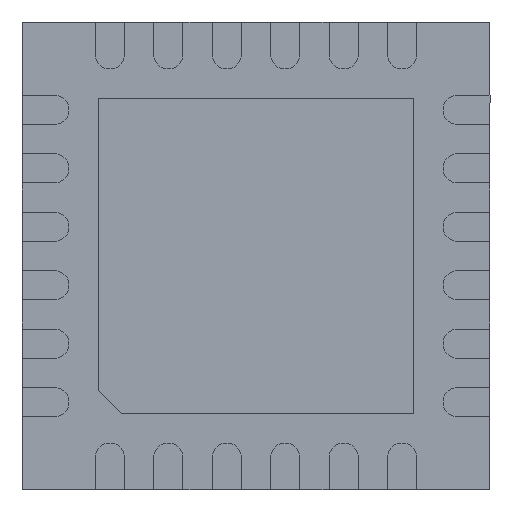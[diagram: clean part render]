
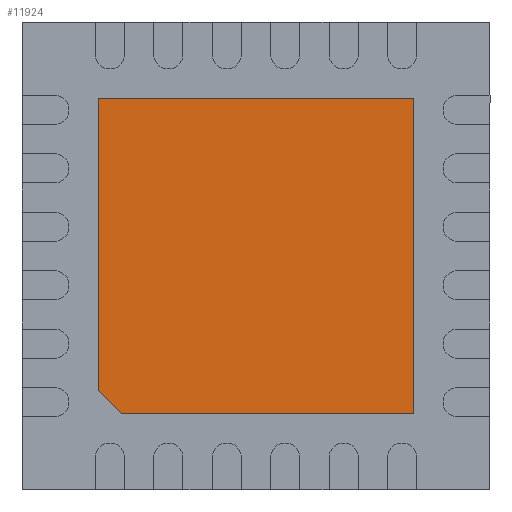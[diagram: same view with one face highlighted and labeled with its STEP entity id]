
A CAD part, front view. The second image highlights one B-rep face of the part: STEP entity #11924.
In plain terms, the highlighted planar face has unit normal (0, -1, 0).
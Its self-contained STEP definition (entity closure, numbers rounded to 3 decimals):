
#201 = CARTESIAN_POINT ( 'NONE',  ( 1.35, 0., 1.35 ) ) ;
#598 = LINE ( 'NONE', #7609, #5276 ) ;
#943 = CARTESIAN_POINT ( 'NONE',  ( -1.35, 0., -1.15 ) ) ;
#1028 = VECTOR ( 'NONE', #3062, 1000. ) ;
#1140 = DIRECTION ( 'NONE',  ( -1., 0., 0. ) ) ;
#1226 = VERTEX_POINT ( 'NONE', #9827 ) ;
#1518 = ORIENTED_EDGE ( 'NONE', *, *, #8430, .T. ) ;
#1966 = ORIENTED_EDGE ( 'NONE', *, *, #11746, .T. ) ;
#2213 = VERTEX_POINT ( 'NONE', #6975 ) ;
#2277 = VECTOR ( 'NONE', #6528, 1000. ) ;
#2379 = DIRECTION ( 'NONE',  ( 0., -1., 0. ) ) ;
#2446 = VERTEX_POINT ( 'NONE', #3995 ) ;
#2719 = CARTESIAN_POINT ( 'NONE',  ( -1.15, 0., -1.35 ) ) ;
#2940 = DIRECTION ( 'NONE',  ( 1., 0., 0. ) ) ;
#3062 = DIRECTION ( 'NONE',  ( 0.707, 0., -0.707 ) ) ;
#3087 = VERTEX_POINT ( 'NONE', #2719 ) ;
#3120 = CARTESIAN_POINT ( 'NONE',  ( 1.35, 0., 1.35 ) ) ;
#3373 = ORIENTED_EDGE ( 'NONE', *, *, #11832, .T. ) ;
#3382 = VERTEX_POINT ( 'NONE', #3120 ) ;
#3458 = EDGE_CURVE ( 'NONE', #1226, #3382, #7811, .T. ) ;
#3845 = CARTESIAN_POINT ( 'NONE',  ( 1.35, 0., -1.35 ) ) ;
#3995 = CARTESIAN_POINT ( 'NONE',  ( -1.35, 0., 1.35 ) ) ;
#4221 = PLANE ( 'NONE',  #5085 ) ;
#5085 = AXIS2_PLACEMENT_3D ( 'NONE', #7992, #2379, #8933 ) ;
#5276 = VECTOR ( 'NONE', #2940, 1000. ) ;
#5337 = ORIENTED_EDGE ( 'NONE', *, *, #9802, .T. ) ;
#5966 = ORIENTED_EDGE ( 'NONE', *, *, #3458, .T. ) ;
#6528 = DIRECTION ( 'NONE',  ( 0., 0., -1. ) ) ;
#6975 = CARTESIAN_POINT ( 'NONE',  ( -1.35, 0., -1.15 ) ) ;
#7000 = FACE_OUTER_BOUND ( 'NONE', #10585, .T. ) ;
#7041 = LINE ( 'NONE', #201, #11772 ) ;
#7609 = CARTESIAN_POINT ( 'NONE',  ( 1.35, 0., -1.35 ) ) ;
#7811 = LINE ( 'NONE', #3845, #7973 ) ;
#7973 = VECTOR ( 'NONE', #10812, 1000. ) ;
#7992 = CARTESIAN_POINT ( 'NONE',  ( 0., 0., 0. ) ) ;
#8430 = EDGE_CURVE ( 'NONE', #3382, #2446, #7041, .T. ) ;
#8933 = DIRECTION ( 'NONE',  ( 0., 0., -1. ) ) ;
#9619 = CARTESIAN_POINT ( 'NONE',  ( -1.15, 0., -1.35 ) ) ;
#9746 = LINE ( 'NONE', #943, #2277 ) ;
#9802 = EDGE_CURVE ( 'NONE', #2446, #2213, #9746, .T. ) ;
#9827 = CARTESIAN_POINT ( 'NONE',  ( 1.35, 0., -1.35 ) ) ;
#10585 = EDGE_LOOP ( 'NONE', ( #5337, #3373, #1966, #5966, #1518 ) ) ;
#10685 = LINE ( 'NONE', #9619, #1028 ) ;
#10812 = DIRECTION ( 'NONE',  ( 0., 0., 1. ) ) ;
#11746 = EDGE_CURVE ( 'NONE', #3087, #1226, #598, .T. ) ;
#11772 = VECTOR ( 'NONE', #1140, 1000. ) ;
#11832 = EDGE_CURVE ( 'NONE', #2213, #3087, #10685, .T. ) ;
#11924 = ADVANCED_FACE ( 'NONE', ( #7000 ), #4221, .T. ) ;
